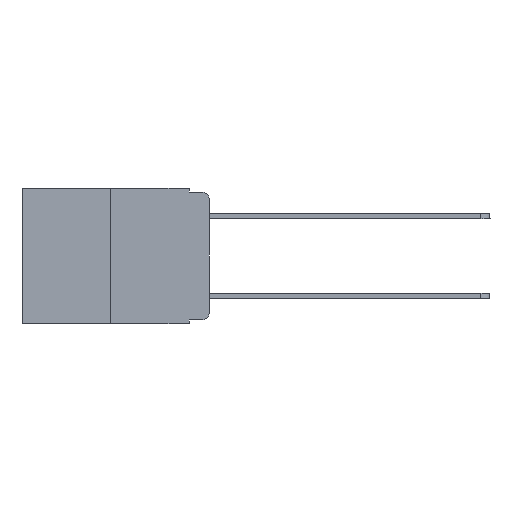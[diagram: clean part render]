
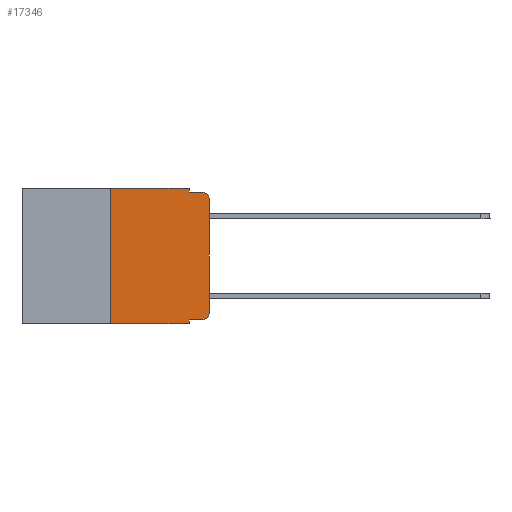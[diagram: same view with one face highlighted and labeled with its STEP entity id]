
A CAD part, left-side view. The second image highlights one B-rep face of the part: STEP entity #17346.
In plain terms, the highlighted planar face has unit normal (-1, 0, 0).
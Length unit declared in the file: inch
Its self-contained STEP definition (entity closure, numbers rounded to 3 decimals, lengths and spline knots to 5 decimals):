
#91 = DIRECTION ( 'NONE',  ( 0., -1., 0. ) ) ;
#297 = VECTOR ( 'NONE', #14298, 39.37008 ) ;
#982 = ORIENTED_EDGE ( 'NONE', *, *, #5902, .T. ) ;
#1029 = LINE ( 'NONE', #1531, #16888 ) ;
#1129 = CARTESIAN_POINT ( 'NONE',  ( 0., 0.25, 0. ) ) ;
#1150 = ORIENTED_EDGE ( 'NONE', *, *, #11279, .T. ) ;
#1198 = PLANE ( 'NONE',  #5105 ) ;
#1312 = VECTOR ( 'NONE', #11490, 39.37008 ) ;
#1531 = CARTESIAN_POINT ( 'NONE',  ( 0., 0.473, 0. ) ) ;
#1863 = CARTESIAN_POINT ( 'NONE',  ( 0., 0.051, 0. ) ) ;
#1931 = VERTEX_POINT ( 'NONE', #8656 ) ;
#2023 = ORIENTED_EDGE ( 'NONE', *, *, #15082, .T. ) ;
#2033 = VECTOR ( 'NONE', #8273, 39.37008 ) ;
#2108 = CARTESIAN_POINT ( 'NONE',  ( 0., 0.02, -0.333 ) ) ;
#2209 = EDGE_CURVE ( 'NONE', #8192, #2574, #8689, .T. ) ;
#2258 = EDGE_CURVE ( 'NONE', #15451, #16617, #6227, .T. ) ;
#2574 = VERTEX_POINT ( 'NONE', #5816 ) ;
#2612 = CARTESIAN_POINT ( 'NONE',  ( 0., 0.051, -0.01 ) ) ;
#2736 = DIRECTION ( 'NONE',  ( 0., 0., -1. ) ) ;
#2749 = VERTEX_POINT ( 'NONE', #3079 ) ;
#3079 = CARTESIAN_POINT ( 'NONE',  ( 0., 0.051, -0.01 ) ) ;
#3204 = DIRECTION ( 'NONE',  ( 0., 0., -1. ) ) ;
#3226 = LINE ( 'NONE', #2612, #10118 ) ;
#3906 = EDGE_CURVE ( 'NONE', #15423, #1931, #1029, .T. ) ;
#3933 = ORIENTED_EDGE ( 'NONE', *, *, #2209, .T. ) ;
#4982 = EDGE_CURVE ( 'NONE', #2749, #12725, #3226, .T. ) ;
#5105 = AXIS2_PLACEMENT_3D ( 'NONE', #7559, #13657, #2736 ) ;
#5329 = DIRECTION ( 'NONE',  ( 0., -1., 0. ) ) ;
#5816 = CARTESIAN_POINT ( 'NONE',  ( 0., 0., -0.03 ) ) ;
#5834 = EDGE_LOOP ( 'NONE', ( #3933, #9243, #9935, #8728, #9863, #14324, #2023, #11459, #1150, #982 ) ) ;
#5902 = EDGE_CURVE ( 'NONE', #7903, #8192, #12323, .T. ) ;
#6227 = LINE ( 'NONE', #17759, #2033 ) ;
#6496 = CARTESIAN_POINT ( 'NONE',  ( 0., 0.02, -0.313 ) ) ;
#6848 = CARTESIAN_POINT ( 'NONE',  ( 0., 0.473, -0.343 ) ) ;
#7322 = DIRECTION ( 'NONE',  ( 0., 0., -1. ) ) ;
#7420 = CARTESIAN_POINT ( 'NONE',  ( 0., 0., -0.313 ) ) ;
#7559 = CARTESIAN_POINT ( 'NONE',  ( 0., 0.473, 0. ) ) ;
#7903 = VERTEX_POINT ( 'NONE', #2108 ) ;
#7999 = DIRECTION ( 'NONE',  ( 0., -1., 0. ) ) ;
#8192 = VERTEX_POINT ( 'NONE', #7420 ) ;
#8273 = DIRECTION ( 'NONE',  ( 0., 0., -1. ) ) ;
#8417 = VECTOR ( 'NONE', #16134, 39.37008 ) ;
#8656 = CARTESIAN_POINT ( 'NONE',  ( 0., 0.051, 0. ) ) ;
#8689 = LINE ( 'NONE', #11699, #1312 ) ;
#8728 = ORIENTED_EDGE ( 'NONE', *, *, #12315, .F. ) ;
#8885 = DIRECTION ( 'NONE',  ( -1., 0., 0. ) ) ;
#8917 = LINE ( 'NONE', #1863, #8417 ) ;
#9243 = ORIENTED_EDGE ( 'NONE', *, *, #9626, .T. ) ;
#9480 = DIRECTION ( 'NONE',  ( -1., 0., 0. ) ) ;
#9626 = EDGE_CURVE ( 'NONE', #2574, #12725, #9960, .T. ) ;
#9700 = LINE ( 'NONE', #6848, #17661 ) ;
#9863 = ORIENTED_EDGE ( 'NONE', *, *, #3906, .F. ) ;
#9935 = ORIENTED_EDGE ( 'NONE', *, *, #4982, .F. ) ;
#9960 = CIRCLE ( 'NONE', #11261, 0.02 ) ;
#10118 = VECTOR ( 'NONE', #20098, 39.37008 ) ;
#10910 = VECTOR ( 'NONE', #7999, 39.37008 ) ;
#11261 = AXIS2_PLACEMENT_3D ( 'NONE', #19937, #8885, #7322 ) ;
#11276 = EDGE_CURVE ( 'NONE', #15116, #15423, #14894, .T. ) ;
#11279 = EDGE_CURVE ( 'NONE', #15451, #7903, #13392, .T. ) ;
#11290 = CARTESIAN_POINT ( 'NONE',  ( 0., 0.051, -0.333 ) ) ;
#11459 = ORIENTED_EDGE ( 'NONE', *, *, #2258, .F. ) ;
#11490 = DIRECTION ( 'NONE',  ( 0., 0., 1. ) ) ;
#11699 = CARTESIAN_POINT ( 'NONE',  ( 0., 0., 0. ) ) ;
#12315 = EDGE_CURVE ( 'NONE', #1931, #2749, #8917, .T. ) ;
#12323 = CIRCLE ( 'NONE', #19037, 0.02 ) ;
#12725 = VERTEX_POINT ( 'NONE', #15623 ) ;
#13392 = LINE ( 'NONE', #11290, #10910 ) ;
#13657 = DIRECTION ( 'NONE',  ( 1., 0., 0. ) ) ;
#14006 = CARTESIAN_POINT ( 'NONE',  ( 0., 0.051, -0.333 ) ) ;
#14298 = DIRECTION ( 'NONE',  ( 0., 0., 1. ) ) ;
#14324 = ORIENTED_EDGE ( 'NONE', *, *, #11276, .F. ) ;
#14641 = CARTESIAN_POINT ( 'NONE',  ( 0., 0.25, -0.343 ) ) ;
#14894 = LINE ( 'NONE', #17485, #297 ) ;
#15082 = EDGE_CURVE ( 'NONE', #15116, #16617, #9700, .T. ) ;
#15116 = VERTEX_POINT ( 'NONE', #14641 ) ;
#15353 = CARTESIAN_POINT ( 'NONE',  ( 0., 0.051, -0.343 ) ) ;
#15423 = VERTEX_POINT ( 'NONE', #1129 ) ;
#15451 = VERTEX_POINT ( 'NONE', #14006 ) ;
#15623 = CARTESIAN_POINT ( 'NONE',  ( 0., 0.02, -0.01 ) ) ;
#16134 = DIRECTION ( 'NONE',  ( 0., 0., -1. ) ) ;
#16617 = VERTEX_POINT ( 'NONE', #15353 ) ;
#16875 = FACE_OUTER_BOUND ( 'NONE', #5834, .T. ) ;
#16888 = VECTOR ( 'NONE', #91, 39.37008 ) ;
#17346 = ADVANCED_FACE ( 'NONE', ( #16875 ), #1198, .F. ) ;
#17485 = CARTESIAN_POINT ( 'NONE',  ( 0., 0.25, 0. ) ) ;
#17661 = VECTOR ( 'NONE', #5329, 39.37008 ) ;
#17759 = CARTESIAN_POINT ( 'NONE',  ( 0., 0.051, 0. ) ) ;
#19037 = AXIS2_PLACEMENT_3D ( 'NONE', #6496, #9480, #3204 ) ;
#19937 = CARTESIAN_POINT ( 'NONE',  ( 0., 0.02, -0.03 ) ) ;
#20098 = DIRECTION ( 'NONE',  ( 0., -1., 0. ) ) ;
